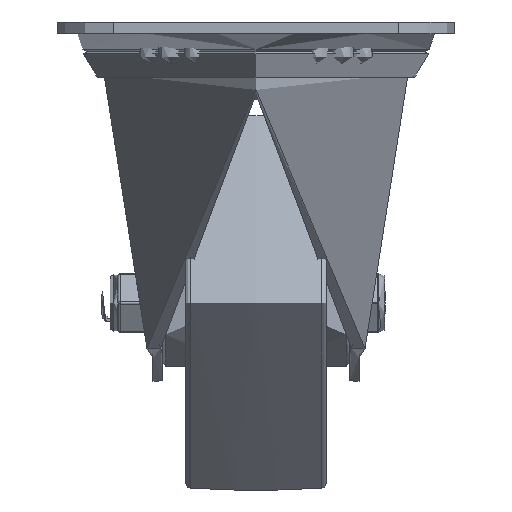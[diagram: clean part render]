
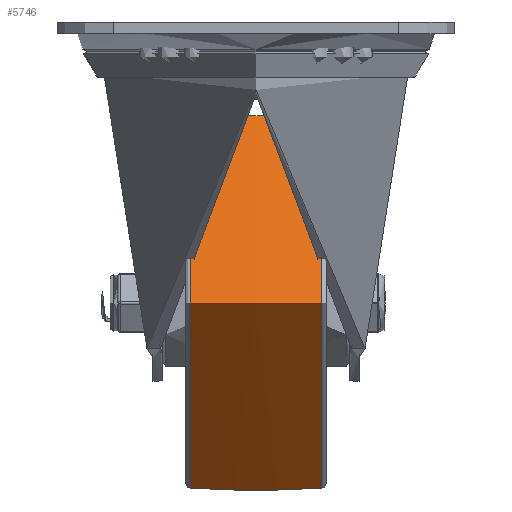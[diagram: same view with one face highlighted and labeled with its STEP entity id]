
A CAD part, left-side view. The second image highlights one B-rep face of the part: STEP entity #5746.
In plain terms, the highlighted free-form (B-spline) face has degree [2, 2] with [3, 9] control points.
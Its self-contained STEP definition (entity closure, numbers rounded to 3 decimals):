
#19=(
BOUNDED_SURFACE()
B_SPLINE_SURFACE(2,2,((#10173,#10174,#10175,#10176,#10177,#10178,#10179,
#10180,#10181),(#10182,#10183,#10184,#10185,#10186,#10187,#10188,#10189,
#10190),(#10191,#10192,#10193,#10194,#10195,#10196,#10197,#10198,#10199)),
 .UNSPECIFIED.,.F.,.T.,.F.)
B_SPLINE_SURFACE_WITH_KNOTS((3,3),(3,2,2,2,3),(-0.062,0.062),
(-3.142,-1.571,0.,1.571,3.142),
 .UNSPECIFIED.)
GEOMETRIC_REPRESENTATION_ITEM()
RATIONAL_B_SPLINE_SURFACE(((1.,0.707,1.,0.707,1.,
0.707,1.,0.707,1.),(0.998,0.706,
0.998,0.706,0.998,0.706,
0.998,0.706,0.998),(1.,0.707,
1.,0.707,1.,0.707,1.,0.707,1.)))
REPRESENTATION_ITEM('')
SURFACE()
);
#1634=FACE_OUTER_BOUND('',#2000,.T.);
#2000=EDGE_LOOP('',(#4523,#4524,#4525,#4526));
#2362=CIRCLE('',#6347,39.561);
#2363=CIRCLE('',#6348,225.25);
#2364=CIRCLE('',#6349,39.561);
#2742=VERTEX_POINT('',#10170);
#2743=VERTEX_POINT('',#10200);
#3378=EDGE_CURVE('',#2742,#2742,#2362,.T.);
#3379=EDGE_CURVE('',#2742,#2743,#2363,.T.);
#3380=EDGE_CURVE('',#2743,#2743,#2364,.T.);
#4523=ORIENTED_EDGE('',*,*,#3378,.F.);
#4524=ORIENTED_EDGE('',*,*,#3379,.T.);
#4525=ORIENTED_EDGE('',*,*,#3380,.T.);
#4526=ORIENTED_EDGE('',*,*,#3379,.F.);
#5746=ADVANCED_FACE('',(#1634),#19,.F.);
#6347=AXIS2_PLACEMENT_3D('',#10172,#7397,#7398);
#6348=AXIS2_PLACEMENT_3D('',#10201,#7399,#7400);
#6349=AXIS2_PLACEMENT_3D('',#10202,#7401,#7402);
#7397=DIRECTION('center_axis',(0.,1.,0.));
#7398=DIRECTION('ref_axis',(0.,0.,1.));
#7399=DIRECTION('center_axis',(-1.,0.,0.));
#7400=DIRECTION('ref_axis',(0.,0.,-1.));
#7401=DIRECTION('center_axis',(0.,1.,0.));
#7402=DIRECTION('ref_axis',(0.,0.,1.));
#10170=CARTESIAN_POINT('',(0.,14.062,-39.561));
#10172=CARTESIAN_POINT('Origin',(0.,14.062,0.));
#10173=CARTESIAN_POINT('Ctrl Pts',(0.,-14.062,-39.561));
#10174=CARTESIAN_POINT('Ctrl Pts',(-39.561,-14.062,-39.561));
#10175=CARTESIAN_POINT('Ctrl Pts',(-39.561,-14.062,0.));
#10176=CARTESIAN_POINT('Ctrl Pts',(-39.561,-14.062,39.561));
#10177=CARTESIAN_POINT('Ctrl Pts',(0.,-14.062,39.561));
#10178=CARTESIAN_POINT('Ctrl Pts',(39.561,-14.062,39.561));
#10179=CARTESIAN_POINT('Ctrl Pts',(39.561,-14.062,0.));
#10180=CARTESIAN_POINT('Ctrl Pts',(39.561,-14.062,-39.561));
#10181=CARTESIAN_POINT('Ctrl Pts',(0.,-14.062,-39.561));
#10182=CARTESIAN_POINT('Ctrl Pts',(0.,0.,-40.44));
#10183=CARTESIAN_POINT('Ctrl Pts',(-40.44,0.,
-40.44));
#10184=CARTESIAN_POINT('Ctrl Pts',(-40.44,0.,
0.));
#10185=CARTESIAN_POINT('Ctrl Pts',(-40.44,0.,
40.44));
#10186=CARTESIAN_POINT('Ctrl Pts',(0.,0.,40.44));
#10187=CARTESIAN_POINT('Ctrl Pts',(40.44,0.,
40.44));
#10188=CARTESIAN_POINT('Ctrl Pts',(40.44,0.,
0.));
#10189=CARTESIAN_POINT('Ctrl Pts',(40.44,0.,
-40.44));
#10190=CARTESIAN_POINT('Ctrl Pts',(0.,0.,-40.44));
#10191=CARTESIAN_POINT('Ctrl Pts',(0.,14.062,-39.561));
#10192=CARTESIAN_POINT('Ctrl Pts',(-39.561,14.062,-39.561));
#10193=CARTESIAN_POINT('Ctrl Pts',(-39.561,14.062,0.));
#10194=CARTESIAN_POINT('Ctrl Pts',(-39.561,14.062,39.561));
#10195=CARTESIAN_POINT('Ctrl Pts',(0.,14.062,39.561));
#10196=CARTESIAN_POINT('Ctrl Pts',(39.561,14.062,39.561));
#10197=CARTESIAN_POINT('Ctrl Pts',(39.561,14.062,0.));
#10198=CARTESIAN_POINT('Ctrl Pts',(39.561,14.062,-39.561));
#10199=CARTESIAN_POINT('Ctrl Pts',(0.,14.062,-39.561));
#10200=CARTESIAN_POINT('',(0.,-14.062,-39.561));
#10201=CARTESIAN_POINT('Origin',(0.,0.,185.25));
#10202=CARTESIAN_POINT('Origin',(0.,-14.062,0.));
